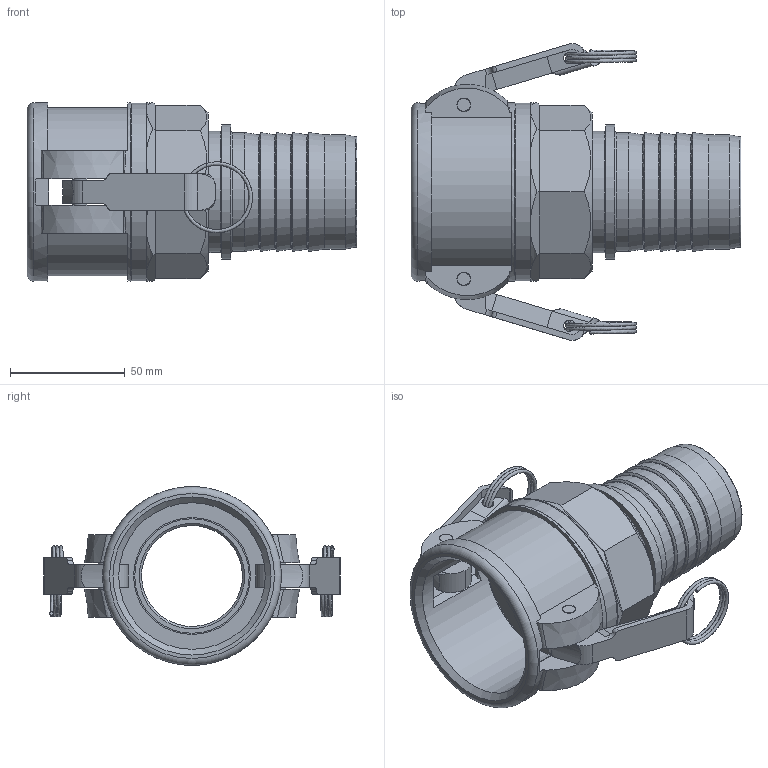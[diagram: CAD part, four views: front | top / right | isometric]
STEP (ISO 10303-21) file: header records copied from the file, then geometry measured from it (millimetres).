
FILE_DESCRIPTION(/* description */ (''),/* implementation_level */ '2;1');
FILE_NAME(/* name */ 'mstp_50_n.stp',/* time_stamp */ '2020-04-29T09:38:07+02:00',/* author */ ('ertl'),/* organization */ (''),/* preprocessor_version */ 'ST-DEVELOPER v17',/* originating_system */ 'Autodesk Inventor 2018',/* authorisation */ '0 mm^3');
FILE_SCHEMA (('AUTOMOTIVE_DESIGN { 1 0 10303 214 3 1 1 }'));
Length unit declared in the file: millimetre
Products named in the file (1): mstp_50_n
Bounding box: 144 x 129.55 x 78 mm (x, y, z)
Volume: 207352.1 mm3; surface area: 72333 mm2
Topology: 3 solids, 3 shells, 226 faces, 653 edges, 438 vertices
Faces by surface type: plane 112, cylinder 68, cone 27, bspline 10, torus 9
Full cylindrical faces by diameter (mm): 5 x2, 6 x6, 6.5 x2, 44 x1, 50 x2, 51 x1, 52 x1, 53 x1, 59 x1, 59.614 x1, 64 x1, 77.5 x1, 78 x2
Entity records: 9835 total; most frequent: CARTESIAN_POINT 3462, ORIENTED_EDGE 1306, DIRECTION 1288, EDGE_CURVE 653, AXIS2_PLACEMENT_3D 502, VERTEX_POINT 438, LINE 284, VECTOR 284
